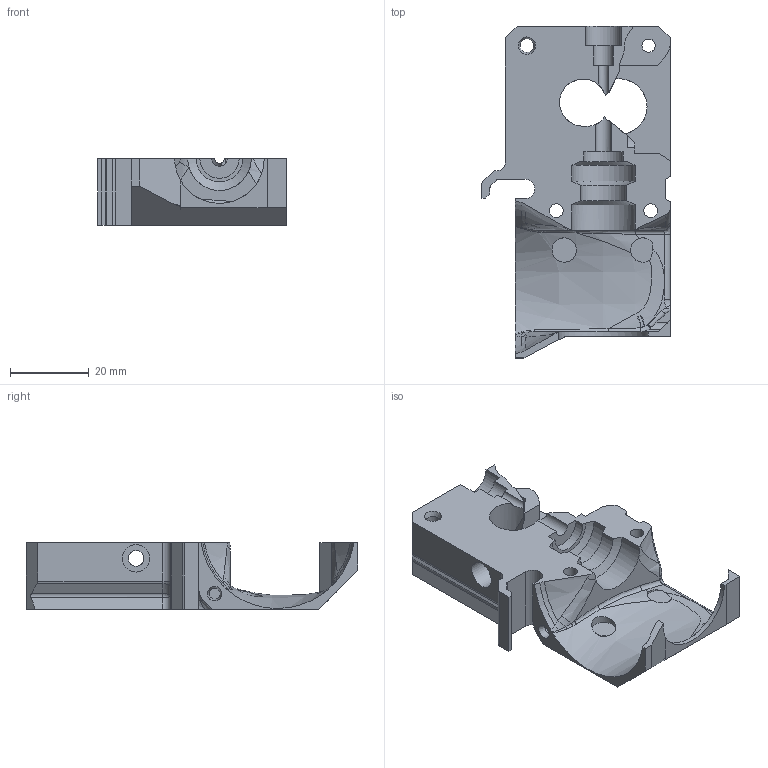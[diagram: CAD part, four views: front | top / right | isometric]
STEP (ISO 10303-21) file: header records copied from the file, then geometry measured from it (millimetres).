
FILE_DESCRIPTION(/* description */ (''),/* implementation_level */ '2;1');
FILE_NAME(/* name */ 'Extruder_Body v13.step',/* time_stamp */ '2019-09-13T16:44:52+02:00',/* author */ (''),/* organization */ (''),/* preprocessor_version */ 'ST-DEVELOPER v18',/* originating_system */ 'Autodesk Translation Framework v8.6.0.1094',/* authorisation */ '');
FILE_SCHEMA (('AUTOMOTIVE_DESIGN { 1 0 10303 214 3 1 1 }'));
Length unit declared in the file: millimetre
Products named in the file (1): Extruder_Body
Bounding box: 48 x 84.5 x 17 mm (x, y, z)
Volume: 27292.5 mm3; surface area: 12210.3 mm2
Topology: 1 solids, 1 shells, 214 faces, 588 edges, 380 vertices
Faces by surface type: plane 104, cylinder 51, bspline 44, cone 11, torus 4
Full cylindrical faces by diameter (mm): 2.8 x1, 3.4 x1, 3.5 x3, 4 x1, 6.2 x3, 7 x1
Entity records: 9710 total; most frequent: CARTESIAN_POINT 4477, ORIENTED_EDGE 1172, DIRECTION 951, EDGE_CURVE 586, VERTEX_POINT 380, AXIS2_PLACEMENT_3D 324, LINE 303, VECTOR 303
